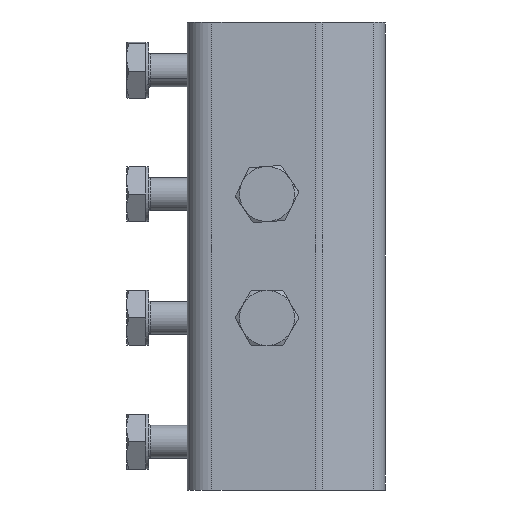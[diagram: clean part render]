
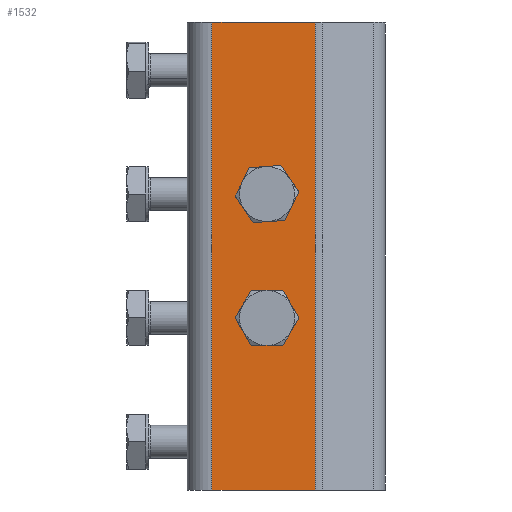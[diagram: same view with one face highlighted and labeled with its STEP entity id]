
A CAD part, left-side view. The second image highlights one B-rep face of the part: STEP entity #1532.
In plain terms, the highlighted planar face has unit normal (-1, 0, 0).
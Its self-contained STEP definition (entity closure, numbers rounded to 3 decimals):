
#175 = EDGE_LOOP ( 'NONE', ( #11544, #9457 ) ) ;
#341 = PLANE ( 'NONE',  #3385 ) ;
#736 = VERTEX_POINT ( 'NONE', #4560 ) ;
#766 = VERTEX_POINT ( 'NONE', #2624 ) ;
#1305 = ORIENTED_EDGE ( 'NONE', *, *, #2653, .F. ) ;
#1358 = ORIENTED_EDGE ( 'NONE', *, *, #10404, .T. ) ;
#1374 = CARTESIAN_POINT ( 'NONE',  ( 17.194, 64.571, 130.558 ) ) ;
#1378 = DIRECTION ( 'NONE',  ( -1., 0., 0. ) ) ;
#1404 = AXIS2_PLACEMENT_3D ( 'NONE', #2555, #2513, #11148 ) ;
#1481 = CARTESIAN_POINT ( 'NONE',  ( 17.194, 73.366, 96.808 ) ) ;
#1530 = FACE_BOUND ( 'NONE', #175, .T. ) ;
#1532 = ADVANCED_FACE ( 'NONE', ( #1530, #11383, #3473 ), #341, .T. ) ;
#1981 = DIRECTION ( 'NONE',  ( 0., 1., 0. ) ) ;
#1995 = ORIENTED_EDGE ( 'NONE', *, *, #10807, .F. ) ;
#2180 = EDGE_CURVE ( 'NONE', #3038, #766, #9929, .T. ) ;
#2513 = DIRECTION ( 'NONE',  ( -1., 0., 0. ) ) ;
#2555 = CARTESIAN_POINT ( 'NONE',  ( 17.194, 73.366, 76.808 ) ) ;
#2624 = CARTESIAN_POINT ( 'NONE',  ( 17.194, 64.571, 130.558 ) ) ;
#2653 = EDGE_CURVE ( 'NONE', #6573, #10964, #9281, .T. ) ;
#2807 = EDGE_CURVE ( 'NONE', #3038, #3502, #4664, .T. ) ;
#3038 = VERTEX_POINT ( 'NONE', #8103 ) ;
#3203 = VERTEX_POINT ( 'NONE', #3650 ) ;
#3293 = DIRECTION ( 'NONE',  ( 0., 0., 1. ) ) ;
#3385 = AXIS2_PLACEMENT_3D ( 'NONE', #5149, #10055, #3293 ) ;
#3473 = FACE_OUTER_BOUND ( 'NONE', #3919, .T. ) ;
#3502 = VERTEX_POINT ( 'NONE', #4522 ) ;
#3650 = CARTESIAN_POINT ( 'NONE',  ( 17.194, 83.366, 130.558 ) ) ;
#3919 = EDGE_LOOP ( 'NONE', ( #8436, #1358, #11519, #9750 ) ) ;
#4020 = CARTESIAN_POINT ( 'NONE',  ( 17.194, 29.01, 130.558 ) ) ;
#4522 = CARTESIAN_POINT ( 'NONE',  ( 17.194, 83.366, 45.558 ) ) ;
#4536 = CIRCLE ( 'NONE', #9097, 2.5 ) ;
#4560 = CARTESIAN_POINT ( 'NONE',  ( 17.194, 73.366, 79.308 ) ) ;
#4664 = LINE ( 'NONE', #5845, #7776 ) ;
#4844 = EDGE_CURVE ( 'NONE', #736, #9268, #10714, .T. ) ;
#5149 = CARTESIAN_POINT ( 'NONE',  ( 17.194, 29.01, 130.558 ) ) ;
#5262 = DIRECTION ( 'NONE',  ( 0., 0., 1. ) ) ;
#5331 = AXIS2_PLACEMENT_3D ( 'NONE', #8972, #5586, #6579 ) ;
#5586 = DIRECTION ( 'NONE',  ( -1., 0., 0. ) ) ;
#5639 = DIRECTION ( 'NONE',  ( -1., 0., 0. ) ) ;
#5845 = CARTESIAN_POINT ( 'NONE',  ( 17.194, 29.01, 45.558 ) ) ;
#6122 = AXIS2_PLACEMENT_3D ( 'NONE', #6676, #5639, #12288 ) ;
#6485 = EDGE_LOOP ( 'NONE', ( #1995, #1305 ) ) ;
#6573 = VERTEX_POINT ( 'NONE', #1481 ) ;
#6579 = DIRECTION ( 'NONE',  ( 0., 0., 1. ) ) ;
#6676 = CARTESIAN_POINT ( 'NONE',  ( 17.194, 73.366, 76.808 ) ) ;
#6941 = VECTOR ( 'NONE', #12193, 1000. ) ;
#7045 = VECTOR ( 'NONE', #10679, 1000. ) ;
#7221 = LINE ( 'NONE', #9297, #6941 ) ;
#7333 = LINE ( 'NONE', #4020, #7045 ) ;
#7776 = VECTOR ( 'NONE', #1981, 1000. ) ;
#8103 = CARTESIAN_POINT ( 'NONE',  ( 17.194, 64.571, 45.558 ) ) ;
#8428 = CIRCLE ( 'NONE', #6122, 2.5 ) ;
#8436 = ORIENTED_EDGE ( 'NONE', *, *, #11199, .T. ) ;
#8972 = CARTESIAN_POINT ( 'NONE',  ( 17.194, 73.366, 99.308 ) ) ;
#9097 = AXIS2_PLACEMENT_3D ( 'NONE', #10914, #1378, #11890 ) ;
#9184 = EDGE_CURVE ( 'NONE', #9268, #736, #8428, .T. ) ;
#9268 = VERTEX_POINT ( 'NONE', #12329 ) ;
#9281 = CIRCLE ( 'NONE', #5331, 2.5 ) ;
#9297 = CARTESIAN_POINT ( 'NONE',  ( 17.194, 83.366, 130.558 ) ) ;
#9457 = ORIENTED_EDGE ( 'NONE', *, *, #9184, .F. ) ;
#9750 = ORIENTED_EDGE ( 'NONE', *, *, #2180, .T. ) ;
#9929 = LINE ( 'NONE', #1374, #10948 ) ;
#10055 = DIRECTION ( 'NONE',  ( -1., 0., 0. ) ) ;
#10404 = EDGE_CURVE ( 'NONE', #3203, #3502, #7221, .T. ) ;
#10679 = DIRECTION ( 'NONE',  ( 0., 1., 0. ) ) ;
#10714 = CIRCLE ( 'NONE', #1404, 2.5 ) ;
#10807 = EDGE_CURVE ( 'NONE', #10964, #6573, #4536, .T. ) ;
#10914 = CARTESIAN_POINT ( 'NONE',  ( 17.194, 73.366, 99.308 ) ) ;
#10948 = VECTOR ( 'NONE', #5262, 1000. ) ;
#10964 = VERTEX_POINT ( 'NONE', #11200 ) ;
#11148 = DIRECTION ( 'NONE',  ( 0., 0., 1. ) ) ;
#11199 = EDGE_CURVE ( 'NONE', #766, #3203, #7333, .T. ) ;
#11200 = CARTESIAN_POINT ( 'NONE',  ( 17.194, 73.366, 101.808 ) ) ;
#11383 = FACE_BOUND ( 'NONE', #6485, .T. ) ;
#11519 = ORIENTED_EDGE ( 'NONE', *, *, #2807, .F. ) ;
#11544 = ORIENTED_EDGE ( 'NONE', *, *, #4844, .F. ) ;
#11890 = DIRECTION ( 'NONE',  ( 0., 0., 1. ) ) ;
#12193 = DIRECTION ( 'NONE',  ( 0., 0., -1. ) ) ;
#12288 = DIRECTION ( 'NONE',  ( 0., 0., 1. ) ) ;
#12329 = CARTESIAN_POINT ( 'NONE',  ( 17.194, 73.366, 74.308 ) ) ;
